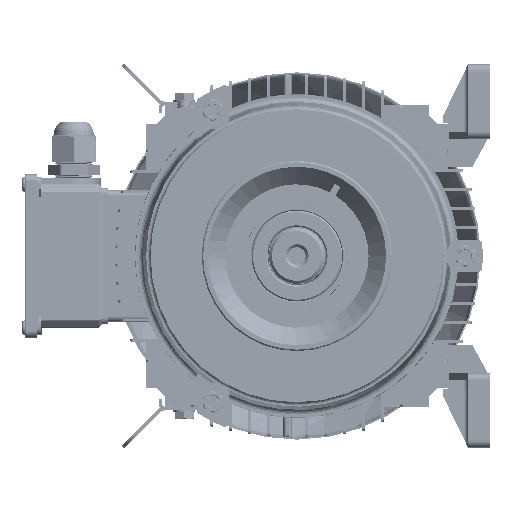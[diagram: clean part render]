
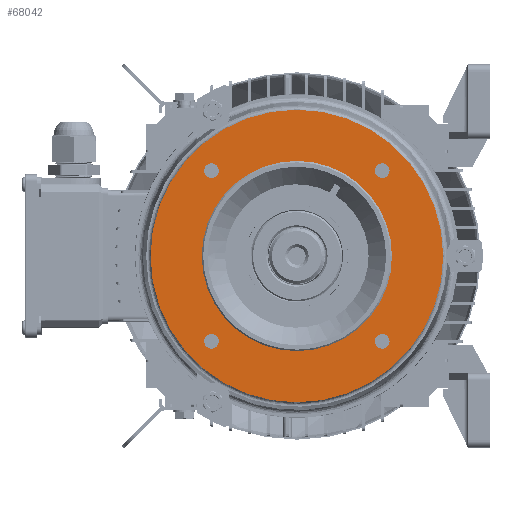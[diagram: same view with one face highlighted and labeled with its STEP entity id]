
A CAD part, left-side view. The second image highlights one B-rep face of the part: STEP entity #68042.
In plain terms, the highlighted planar face has unit normal (-1, 0, 0).
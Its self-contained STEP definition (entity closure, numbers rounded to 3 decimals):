
#1493 = AXIS2_PLACEMENT_3D ( 'NONE', #5056, #88494, #40447 ) ;
#4105 = DIRECTION ( 'NONE',  ( 1., 0., 0. ) ) ;
#5056 = CARTESIAN_POINT ( 'NONE',  ( -216.139, -78.256, 25.873 ) ) ;
#8533 = ORIENTED_EDGE ( 'NONE', *, *, #161616, .F. ) ;
#10854 = VERTEX_POINT ( 'NONE', #108163 ) ;
#11146 = VERTEX_POINT ( 'NONE', #133863 ) ;
#12211 = CIRCLE ( 'NONE', #199958, 100. ) ;
#12845 = CARTESIAN_POINT ( 'NONE',  ( -216.139, -19.92, -32.463 ) ) ;
#13031 = CIRCLE ( 'NONE', #1493, 5. ) ;
#17622 = EDGE_CURVE ( 'NONE', #64062, #64338, #13031, .T. ) ;
#18822 = VERTEX_POINT ( 'NONE', #26417 ) ;
#22530 = AXIS2_PLACEMENT_3D ( 'NONE', #65020, #130099, #116719 ) ;
#26417 = CARTESIAN_POINT ( 'NONE',  ( -216.139, -83.256, -90.8 ) ) ;
#27908 = ORIENTED_EDGE ( 'NONE', *, *, #38588, .F. ) ;
#28668 = FACE_BOUND ( 'NONE', #138515, .T. ) ;
#31699 = CIRCLE ( 'NONE', #185277, 5. ) ;
#31894 = CARTESIAN_POINT ( 'NONE',  ( -216.139, -84.92, -32.463 ) ) ;
#33463 = AXIS2_PLACEMENT_3D ( 'NONE', #168782, #200421, #66127 ) ;
#34855 = ORIENTED_EDGE ( 'NONE', *, *, #163265, .F. ) ;
#36176 = CARTESIAN_POINT ( 'NONE',  ( -216.139, 33.416, 25.873 ) ) ;
#38588 = EDGE_CURVE ( 'NONE', #111422, #191923, #85775, .T. ) ;
#40447 = DIRECTION ( 'NONE',  ( 0., 1., 0. ) ) ;
#40678 = CIRCLE ( 'NONE', #129242, 5. ) ;
#40856 = EDGE_CURVE ( 'NONE', #200309, #130039, #198645, .T. ) ;
#47305 = ORIENTED_EDGE ( 'NONE', *, *, #40856, .F. ) ;
#48116 = CIRCLE ( 'NONE', #153221, 5. ) ;
#48125 = CARTESIAN_POINT ( 'NONE',  ( -216.139, -78.256, -90.8 ) ) ;
#49126 = ORIENTED_EDGE ( 'NONE', *, *, #17622, .F. ) ;
#49958 = CARTESIAN_POINT ( 'NONE',  ( -216.139, -83.256, 25.873 ) ) ;
#52831 = DIRECTION ( 'NONE',  ( 0., 1., 0. ) ) ;
#54016 = EDGE_LOOP ( 'NONE', ( #158468, #47305 ) ) ;
#55088 = FACE_BOUND ( 'NONE', #54016, .T. ) ;
#57889 = CARTESIAN_POINT ( 'NONE',  ( -216.139, 80.08, -32.463 ) ) ;
#59446 = EDGE_LOOP ( 'NONE', ( #218079, #8533 ) ) ;
#64062 = VERTEX_POINT ( 'NONE', #215270 ) ;
#64338 = VERTEX_POINT ( 'NONE', #49958 ) ;
#65020 = CARTESIAN_POINT ( 'NONE',  ( -216.139, -19.92, -32.463 ) ) ;
#65252 = DIRECTION ( 'NONE',  ( 0., 1., 0. ) ) ;
#65817 = DIRECTION ( 'NONE',  ( 0., -1., 0. ) ) ;
#66127 = DIRECTION ( 'NONE',  ( 0., 1., 0. ) ) ;
#67893 = CARTESIAN_POINT ( 'NONE',  ( -216.139, 38.416, 25.873 ) ) ;
#68042 = ADVANCED_FACE ( 'NONE', ( #28668, #160786, #118492, #55088, #115927, #216167 ), #133041, .F. ) ;
#74022 = CARTESIAN_POINT ( 'NONE',  ( -216.139, 33.416, -90.8 ) ) ;
#81154 = CARTESIAN_POINT ( 'NONE',  ( -216.139, 38.416, -90.8 ) ) ;
#81186 = CIRCLE ( 'NONE', #181346, 5. ) ;
#81347 = DIRECTION ( 'NONE',  ( 0., 1., 0. ) ) ;
#81613 = EDGE_CURVE ( 'NONE', #106269, #109210, #48116, .T. ) ;
#84339 = CARTESIAN_POINT ( 'NONE',  ( -216.139, -78.256, 25.873 ) ) ;
#84811 = EDGE_CURVE ( 'NONE', #11146, #18822, #133748, .T. ) ;
#85775 = CIRCLE ( 'NONE', #22530, 100. ) ;
#88494 = DIRECTION ( 'NONE',  ( -1., 0., 0. ) ) ;
#88783 = CARTESIAN_POINT ( 'NONE',  ( -216.139, 38.416, 25.873 ) ) ;
#89000 = CARTESIAN_POINT ( 'NONE',  ( -216.139, -19.92, -32.463 ) ) ;
#92209 = CIRCLE ( 'NONE', #163186, 5. ) ;
#92386 = DIRECTION ( 'NONE',  ( 0., 1., 0. ) ) ;
#97783 = CARTESIAN_POINT ( 'NONE',  ( -216.139, -78.256, -90.8 ) ) ;
#98225 = ORIENTED_EDGE ( 'NONE', *, *, #123669, .F. ) ;
#100384 = DIRECTION ( 'NONE',  ( 0., 1., 0. ) ) ;
#100484 = CARTESIAN_POINT ( 'NONE',  ( -216.139, -119.92, -32.463 ) ) ;
#104307 = ORIENTED_EDGE ( 'NONE', *, *, #84811, .F. ) ;
#105244 = DIRECTION ( 'NONE',  ( 0., 1., 0. ) ) ;
#106269 = VERTEX_POINT ( 'NONE', #138900 ) ;
#106445 = DIRECTION ( 'NONE',  ( -1., 0., 0. ) ) ;
#108163 = CARTESIAN_POINT ( 'NONE',  ( -216.139, 43.416, 25.873 ) ) ;
#109210 = VERTEX_POINT ( 'NONE', #74022 ) ;
#111422 = VERTEX_POINT ( 'NONE', #57889 ) ;
#114705 = DIRECTION ( 'NONE',  ( 0., 1., 0. ) ) ;
#115314 = DIRECTION ( 'NONE',  ( -1., 0., 0. ) ) ;
#115927 = FACE_BOUND ( 'NONE', #59446, .T. ) ;
#116719 = DIRECTION ( 'NONE',  ( 0., 1., 0. ) ) ;
#117530 = CARTESIAN_POINT ( 'NONE',  ( -216.139, 80.08, -32.463 ) ) ;
#118492 = FACE_OUTER_BOUND ( 'NONE', #190370, .T. ) ;
#122348 = ORIENTED_EDGE ( 'NONE', *, *, #185740, .F. ) ;
#123669 = EDGE_CURVE ( 'NONE', #18822, #11146, #31699, .T. ) ;
#127411 = EDGE_CURVE ( 'NONE', #130039, #200309, #188879, .T. ) ;
#129242 = AXIS2_PLACEMENT_3D ( 'NONE', #152487, #203370, #52831 ) ;
#130039 = VERTEX_POINT ( 'NONE', #136206 ) ;
#130099 = DIRECTION ( 'NONE',  ( 1., 0., 0. ) ) ;
#133041 = PLANE ( 'NONE',  #171400 ) ;
#133748 = CIRCLE ( 'NONE', #201668, 5. ) ;
#133863 = CARTESIAN_POINT ( 'NONE',  ( -216.139, -73.256, -90.8 ) ) ;
#134425 = ORIENTED_EDGE ( 'NONE', *, *, #81613, .F. ) ;
#134480 = DIRECTION ( 'NONE',  ( 1., 0., 0. ) ) ;
#136206 = CARTESIAN_POINT ( 'NONE',  ( -216.139, 45.08, -32.463 ) ) ;
#138515 = EDGE_LOOP ( 'NONE', ( #104307, #98225 ) ) ;
#138900 = CARTESIAN_POINT ( 'NONE',  ( -216.139, 43.416, -90.8 ) ) ;
#146226 = ORIENTED_EDGE ( 'NONE', *, *, #158467, .F. ) ;
#152001 = DIRECTION ( 'NONE',  ( -1., 0., 0. ) ) ;
#152487 = CARTESIAN_POINT ( 'NONE',  ( -216.139, 38.416, -90.8 ) ) ;
#153043 = EDGE_LOOP ( 'NONE', ( #49126, #34855 ) ) ;
#153221 = AXIS2_PLACEMENT_3D ( 'NONE', #81154, #214628, #165302 ) ;
#156262 = EDGE_LOOP ( 'NONE', ( #134425, #146226 ) ) ;
#158467 = EDGE_CURVE ( 'NONE', #109210, #106269, #40678, .T. ) ;
#158468 = ORIENTED_EDGE ( 'NONE', *, *, #127411, .F. ) ;
#160786 = FACE_BOUND ( 'NONE', #153043, .T. ) ;
#161616 = EDGE_CURVE ( 'NONE', #197560, #10854, #214278, .T. ) ;
#163186 = AXIS2_PLACEMENT_3D ( 'NONE', #84339, #200164, #217096 ) ;
#163265 = EDGE_CURVE ( 'NONE', #64338, #64062, #92209, .T. ) ;
#165302 = DIRECTION ( 'NONE',  ( 0., 1., 0. ) ) ;
#165681 = DIRECTION ( 'NONE',  ( -1., 0., 0. ) ) ;
#165798 = AXIS2_PLACEMENT_3D ( 'NONE', #88783, #106445, #92386 ) ;
#168782 = CARTESIAN_POINT ( 'NONE',  ( -216.139, -19.92, -32.463 ) ) ;
#171400 = AXIS2_PLACEMENT_3D ( 'NONE', #117530, #134480, #65817 ) ;
#171697 = EDGE_CURVE ( 'NONE', #10854, #197560, #81186, .T. ) ;
#178367 = AXIS2_PLACEMENT_3D ( 'NONE', #12845, #214921, #114705 ) ;
#181346 = AXIS2_PLACEMENT_3D ( 'NONE', #67893, #152001, #100384 ) ;
#185277 = AXIS2_PLACEMENT_3D ( 'NONE', #97783, #165681, #65252 ) ;
#185740 = EDGE_CURVE ( 'NONE', #191923, #111422, #12211, .T. ) ;
#188879 = CIRCLE ( 'NONE', #33463, 65. ) ;
#190370 = EDGE_LOOP ( 'NONE', ( #27908, #122348 ) ) ;
#191923 = VERTEX_POINT ( 'NONE', #100484 ) ;
#197560 = VERTEX_POINT ( 'NONE', #36176 ) ;
#198645 = CIRCLE ( 'NONE', #178367, 65. ) ;
#199958 = AXIS2_PLACEMENT_3D ( 'NONE', #89000, #4105, #105244 ) ;
#200164 = DIRECTION ( 'NONE',  ( -1., 0., 0. ) ) ;
#200309 = VERTEX_POINT ( 'NONE', #31894 ) ;
#200421 = DIRECTION ( 'NONE',  ( -1., 0., 0. ) ) ;
#201668 = AXIS2_PLACEMENT_3D ( 'NONE', #48125, #115314, #81347 ) ;
#203370 = DIRECTION ( 'NONE',  ( -1., 0., 0. ) ) ;
#214278 = CIRCLE ( 'NONE', #165798, 5. ) ;
#214628 = DIRECTION ( 'NONE',  ( -1., 0., 0. ) ) ;
#214921 = DIRECTION ( 'NONE',  ( -1., 0., 0. ) ) ;
#215270 = CARTESIAN_POINT ( 'NONE',  ( -216.139, -73.256, 25.873 ) ) ;
#216167 = FACE_BOUND ( 'NONE', #156262, .T. ) ;
#217096 = DIRECTION ( 'NONE',  ( 0., 1., 0. ) ) ;
#218079 = ORIENTED_EDGE ( 'NONE', *, *, #171697, .F. ) ;
